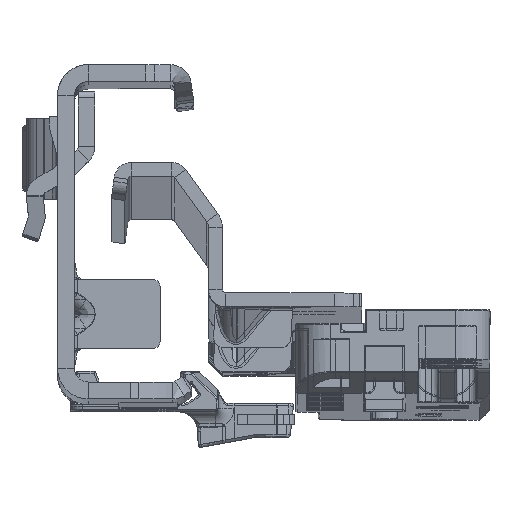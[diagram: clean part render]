
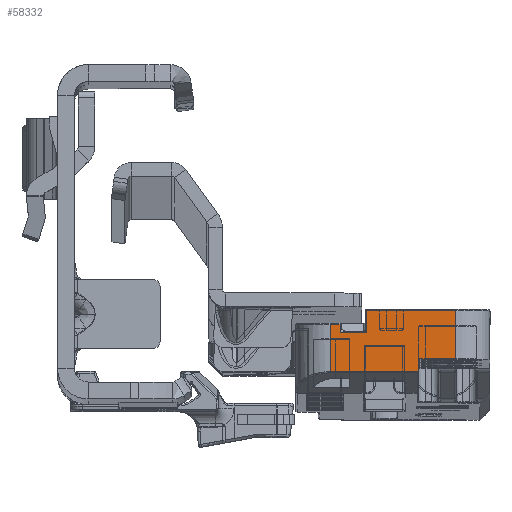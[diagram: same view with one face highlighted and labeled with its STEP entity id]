
A CAD part, top view. The second image highlights one B-rep face of the part: STEP entity #58332.
In plain terms, the highlighted face is planar.
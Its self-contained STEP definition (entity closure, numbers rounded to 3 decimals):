
#2483 = EDGE_CURVE ( 'NONE', #25561, #32304, #98321, .T. ) ;
#2769 = ORIENTED_EDGE ( 'NONE', *, *, #89180, .T. ) ;
#3821 = AXIS2_PLACEMENT_3D ( 'NONE', #79175, #59877, #108147 ) ;
#5787 = VERTEX_POINT ( 'NONE', #105776 ) ;
#8332 = VECTOR ( 'NONE', #73354, 1000. ) ;
#8600 = DIRECTION ( 'NONE',  ( 0., 0., 1. ) ) ;
#10925 = PLANE ( 'NONE',  #3821 ) ;
#12635 = CARTESIAN_POINT ( 'NONE',  ( -13.7, 2., -284.5 ) ) ;
#13497 = LINE ( 'NONE', #72717, #8332 ) ;
#14025 = ORIENTED_EDGE ( 'NONE', *, *, #79674, .T. ) ;
#14882 = LINE ( 'NONE', #23265, #70706 ) ;
#17386 = EDGE_CURVE ( 'NONE', #118400, #125260, #96674, .T. ) ;
#22280 = LINE ( 'NONE', #12635, #64541 ) ;
#23265 = CARTESIAN_POINT ( 'NONE',  ( -8.3, -5., -284.5 ) ) ;
#23270 = EDGE_CURVE ( 'NONE', #50235, #64878, #84087, .T. ) ;
#24163 = VERTEX_POINT ( 'NONE', #88708 ) ;
#24594 = LINE ( 'NONE', #43254, #35551 ) ;
#25561 = VERTEX_POINT ( 'NONE', #41064 ) ;
#26727 = DIRECTION ( 'NONE',  ( 0., 1., 0. ) ) ;
#27554 = CARTESIAN_POINT ( 'NONE',  ( -0.7, 2.1, -284.5 ) ) ;
#28350 = FACE_OUTER_BOUND ( 'NONE', #39148, .T. ) ;
#30056 = CARTESIAN_POINT ( 'NONE',  ( -8.3, -6.785, -284.5 ) ) ;
#31630 = LINE ( 'NONE', #41299, #44405 ) ;
#31907 = CARTESIAN_POINT ( 'NONE',  ( -8.273, -6.785, -284.5 ) ) ;
#32304 = VERTEX_POINT ( 'NONE', #37994 ) ;
#32956 = EDGE_CURVE ( 'NONE', #32304, #5787, #67961, .T. ) ;
#33276 = CARTESIAN_POINT ( 'NONE',  ( -0.75, -1.15, -284.5 ) ) ;
#35551 = VECTOR ( 'NONE', #82547, 1000. ) ;
#35922 = DIRECTION ( 'NONE',  ( 1., 0., 0. ) ) ;
#37810 = DIRECTION ( 'NONE',  ( -1., 0., 0. ) ) ;
#37994 = CARTESIAN_POINT ( 'NONE',  ( -8.273, -6.785, -284.5 ) ) ;
#38209 = EDGE_CURVE ( 'NONE', #25561, #46978, #72833, .T. ) ;
#39148 = EDGE_LOOP ( 'NONE', ( #50174, #14025, #122875, #118946, #45307, #99975, #100189, #67023, #114712, #2769, #42735, #87746 ) ) ;
#39183 = EDGE_CURVE ( 'NONE', #82458, #46978, #13497, .T. ) ;
#41064 = CARTESIAN_POINT ( 'NONE',  ( 4.6, -6.785, -284.5 ) ) ;
#41299 = CARTESIAN_POINT ( 'NONE',  ( -8.3, 0., -284.5 ) ) ;
#42735 = ORIENTED_EDGE ( 'NONE', *, *, #102776, .T. ) ;
#42985 = AXIS2_PLACEMENT_3D ( 'NONE', #107077, #8600, #56896 ) ;
#43254 = CARTESIAN_POINT ( 'NONE',  ( -0.75, -0.9, -284.5 ) ) ;
#43825 = CARTESIAN_POINT ( 'NONE',  ( 3.15, 0.1, -284.5 ) ) ;
#44405 = VECTOR ( 'NONE', #110177, 1000. ) ;
#45307 = ORIENTED_EDGE ( 'NONE', *, *, #2483, .T. ) ;
#46953 = VERTEX_POINT ( 'NONE', #56876 ) ;
#46978 = VERTEX_POINT ( 'NONE', #80613 ) ;
#47278 = VECTOR ( 'NONE', #76693, 1000. ) ;
#50174 = ORIENTED_EDGE ( 'NONE', *, *, #17386, .T. ) ;
#50235 = VERTEX_POINT ( 'NONE', #124966 ) ;
#56788 = CARTESIAN_POINT ( 'NONE',  ( 19.8, -1.15, -284.5 ) ) ;
#56876 = CARTESIAN_POINT ( 'NONE',  ( -13.7, 2.1, -284.5 ) ) ;
#56896 = DIRECTION ( 'NONE',  ( 1., 0., 0. ) ) ;
#58332 = ADVANCED_FACE ( 'NONE', ( #28350 ), #10925, .F. ) ;
#59668 = CARTESIAN_POINT ( 'NONE',  ( -8.3, -6.71, -284.5 ) ) ;
#59877 = DIRECTION ( 'NONE',  ( 0., 0., 1. ) ) ;
#60294 = CARTESIAN_POINT ( 'NONE',  ( -8.3, -6.669, -284.5 ) ) ;
#62559 = CARTESIAN_POINT ( 'NONE',  ( 4.6, -242.444, -284.5 ) ) ;
#64541 = VECTOR ( 'NONE', #26727, 1000. ) ;
#64878 = VERTEX_POINT ( 'NONE', #122406 ) ;
#65011 = EDGE_CURVE ( 'NONE', #105518, #64878, #14882, .T. ) ;
#67023 = ORIENTED_EDGE ( 'NONE', *, *, #23270, .T. ) ;
#67045 = LINE ( 'NONE', #96629, #47278 ) ;
#67961 =( BOUNDED_CURVE ( )  B_SPLINE_CURVE ( 3, ( #31907, #100810, #59668, #60294 ),
 .UNSPECIFIED., .F., .F. ) 
 B_SPLINE_CURVE_WITH_KNOTS ( ( 4, 4 ),
 ( 1.047, 1.571 ),
 .UNSPECIFIED. ) 
 CURVE ( )  GEOMETRIC_REPRESENTATION_ITEM ( )  RATIONAL_B_SPLINE_CURVE ( ( 1., 0.977, 0.977, 1. ) ) 
 REPRESENTATION_ITEM ( '' )  );
#69723 = CARTESIAN_POINT ( 'NONE',  ( -13.7, -5., -284.5 ) ) ;
#70706 = VECTOR ( 'NONE', #101819, 1000. ) ;
#72717 = CARTESIAN_POINT ( 'NONE',  ( 4.6, 0.1, -284.5 ) ) ;
#72833 = LINE ( 'NONE', #62559, #107645 ) ;
#73354 = DIRECTION ( 'NONE',  ( 1., 0., 0. ) ) ;
#76693 = DIRECTION ( 'NONE',  ( 0., 1., 0. ) ) ;
#79175 = CARTESIAN_POINT ( 'NONE',  ( 19.8, 2.6, -284.5 ) ) ;
#79674 = EDGE_CURVE ( 'NONE', #125260, #82458, #67045, .T. ) ;
#80613 = CARTESIAN_POINT ( 'NONE',  ( 4.6, 0.1, -284.5 ) ) ;
#82458 = VERTEX_POINT ( 'NONE', #43825 ) ;
#82547 = DIRECTION ( 'NONE',  ( 0., -1., 0. ) ) ;
#84087 = CIRCLE ( 'NONE', #42985, 0.2 ) ;
#87226 = VECTOR ( 'NONE', #35922, 1000. ) ;
#87746 = ORIENTED_EDGE ( 'NONE', *, *, #100419, .T. ) ;
#88708 = CARTESIAN_POINT ( 'NONE',  ( -0.75, 2.1, -284.5 ) ) ;
#89180 = EDGE_CURVE ( 'NONE', #105518, #46953, #22280, .T. ) ;
#96629 = CARTESIAN_POINT ( 'NONE',  ( 3.15, 0.1, -284.5 ) ) ;
#96674 = LINE ( 'NONE', #56788, #111947 ) ;
#98321 = LINE ( 'NONE', #30056, #109962 ) ;
#99975 = ORIENTED_EDGE ( 'NONE', *, *, #32956, .T. ) ;
#100189 = ORIENTED_EDGE ( 'NONE', *, *, #111782, .F. ) ;
#100419 = EDGE_CURVE ( 'NONE', #24163, #118400, #24594, .T. ) ;
#100810 = CARTESIAN_POINT ( 'NONE',  ( -8.291, -6.749, -284.5 ) ) ;
#101819 = DIRECTION ( 'NONE',  ( 1., 0., 0. ) ) ;
#102776 = EDGE_CURVE ( 'NONE', #46953, #24163, #115131, .T. ) ;
#105518 = VERTEX_POINT ( 'NONE', #69723 ) ;
#105776 = CARTESIAN_POINT ( 'NONE',  ( -8.3, -6.669, -284.5 ) ) ;
#107077 = CARTESIAN_POINT ( 'NONE',  ( -8.5, -5.2, -284.5 ) ) ;
#107645 = VECTOR ( 'NONE', #120490, 1000. ) ;
#108147 = DIRECTION ( 'NONE',  ( 1., 0., 0. ) ) ;
#109481 = CARTESIAN_POINT ( 'NONE',  ( 3.15, -1.15, -284.5 ) ) ;
#109962 = VECTOR ( 'NONE', #37810, 1000. ) ;
#110177 = DIRECTION ( 'NONE',  ( 0., -1., 0. ) ) ;
#111782 = EDGE_CURVE ( 'NONE', #50235, #5787, #31630, .T. ) ;
#111947 = VECTOR ( 'NONE', #115993, 1000. ) ;
#114712 = ORIENTED_EDGE ( 'NONE', *, *, #65011, .F. ) ;
#115131 = LINE ( 'NONE', #27554, #87226 ) ;
#115993 = DIRECTION ( 'NONE',  ( 1., 0., 0. ) ) ;
#118400 = VERTEX_POINT ( 'NONE', #33276 ) ;
#118946 = ORIENTED_EDGE ( 'NONE', *, *, #38209, .F. ) ;
#120490 = DIRECTION ( 'NONE',  ( 0., 1., 0. ) ) ;
#122406 = CARTESIAN_POINT ( 'NONE',  ( -8.5, -5., -284.5 ) ) ;
#122875 = ORIENTED_EDGE ( 'NONE', *, *, #39183, .T. ) ;
#124966 = CARTESIAN_POINT ( 'NONE',  ( -8.3, -5.2, -284.5 ) ) ;
#125260 = VERTEX_POINT ( 'NONE', #109481 ) ;
